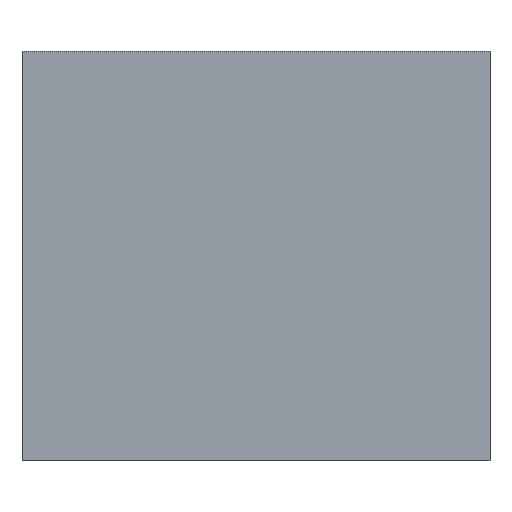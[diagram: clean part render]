
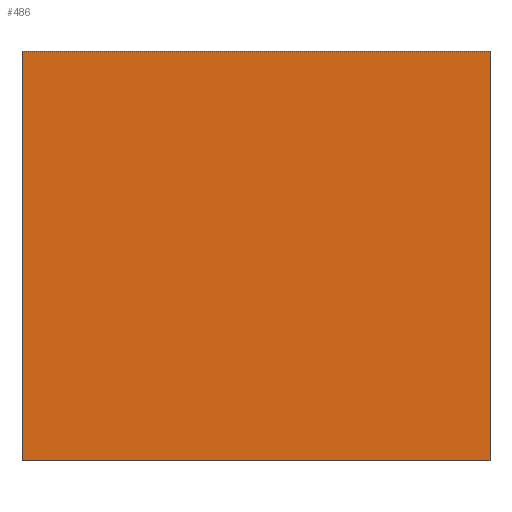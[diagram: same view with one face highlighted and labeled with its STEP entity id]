
A CAD part, front view. The second image highlights one B-rep face of the part: STEP entity #486.
In plain terms, the highlighted planar face has unit normal (0, -1, 0).
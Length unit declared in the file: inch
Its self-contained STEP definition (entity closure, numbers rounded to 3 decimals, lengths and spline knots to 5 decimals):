
#77=FACE_OUTER_BOUND($,#106,.T.);
#106=EDGE_LOOP($,(#420,#421,#422,#423));
#151=LINE($,#774,#211);
#155=LINE($,#780,#215);
#157=LINE($,#784,#217);
#159=LINE($,#787,#219);
#211=VECTOR($,#628,1.75);
#215=VECTOR($,#634,2.);
#217=VECTOR($,#638,1.75);
#219=VECTOR($,#642,2.);
#268=VERTEX_POINT($,#771);
#269=VERTEX_POINT($,#773);
#270=VERTEX_POINT($,#778);
#271=VERTEX_POINT($,#783);
#319=EDGE_CURVE($,#269,#268,#151,.T.);
#323=EDGE_CURVE($,#268,#270,#155,.T.);
#325=EDGE_CURVE($,#270,#271,#157,.T.);
#327=EDGE_CURVE($,#271,#269,#159,.T.);
#420=ORIENTED_EDGE($,*,*,#327,.T.);
#421=ORIENTED_EDGE($,*,*,#319,.T.);
#422=ORIENTED_EDGE($,*,*,#323,.T.);
#423=ORIENTED_EDGE($,*,*,#325,.T.);
#460=PLANE($,#523);
#486=ADVANCED_FACE($,(#77),#460,.F.);
#523=AXIS2_PLACEMENT_3D($,#788,#643,#644);
#628=DIRECTION($,(0.,0.,1.));
#634=DIRECTION($,(-1.,0.,0.));
#638=DIRECTION($,(0.,0.,-1.));
#642=DIRECTION($,(1.,0.,0.));
#643=DIRECTION('center_axis',(0.,1.,0.));
#644=DIRECTION('ref_axis',(0.,0.,1.));
#771=CARTESIAN_POINT('',(2.,0.,1.75));
#773=CARTESIAN_POINT('',(2.,0.,0.));
#774=CARTESIAN_POINT($,(2.,0.,0.));
#778=CARTESIAN_POINT('',(0.,0.,1.75));
#780=CARTESIAN_POINT($,(2.,0.,1.75));
#783=CARTESIAN_POINT('',(0.,0.,0.));
#784=CARTESIAN_POINT($,(0.,0.,1.75));
#787=CARTESIAN_POINT($,(0.,0.,0.));
#788=CARTESIAN_POINT('Origin',(1.,0.,0.875));
